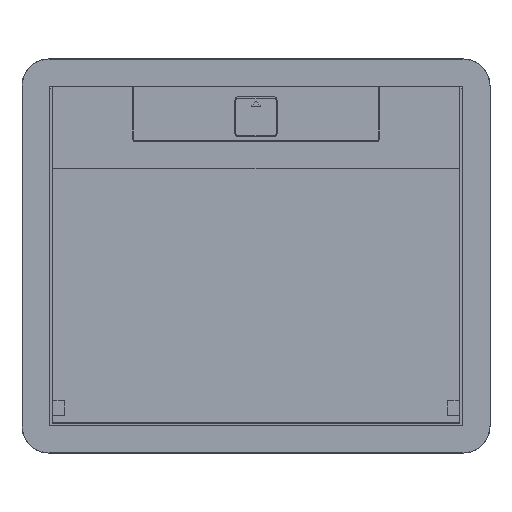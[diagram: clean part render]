
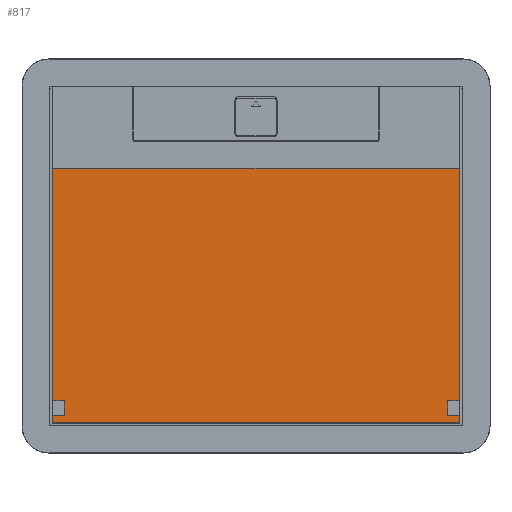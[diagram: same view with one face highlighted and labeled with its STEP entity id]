
A CAD part, top view. The second image highlights one B-rep face of the part: STEP entity #817.
In plain terms, the highlighted planar face has unit normal (0, 0, 1).
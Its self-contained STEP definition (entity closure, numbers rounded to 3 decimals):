
#533=CARTESIAN_POINT('Vertex',(-123.725,113.25,4.4)) ;
#538=CARTESIAN_POINT('Line Origine',(0.,113.25,4.4)) ;
#542=CARTESIAN_POINT('Vertex',(123.725,113.25,4.4)) ;
#723=CARTESIAN_POINT('Axis2P3D Location',(0.,0.,4.4)) ;
#728=CARTESIAN_POINT('Line Origine',(-123.725,42.5,4.4)) ;
#732=CARTESIAN_POINT('Vertex',(-123.725,-28.25,4.4)) ;
#735=CARTESIAN_POINT('Line Origine',(-120.238,-28.25,4.4)) ;
#739=CARTESIAN_POINT('Vertex',(-116.75,-28.25,4.4)) ;
#742=CARTESIAN_POINT('Line Origine',(-116.75,-32.75,4.4)) ;
#746=CARTESIAN_POINT('Vertex',(-116.75,-37.25,4.4)) ;
#749=CARTESIAN_POINT('Line Origine',(-122.,-37.25,4.4)) ;
#753=CARTESIAN_POINT('Vertex',(-127.25,-37.25,4.4)) ;
#756=CARTESIAN_POINT('Line Origine',(-127.25,-39.25,4.4)) ;
#760=CARTESIAN_POINT('Vertex',(-127.25,-41.25,4.4)) ;
#763=CARTESIAN_POINT('Line Origine',(0.,-41.25,4.4)) ;
#767=CARTESIAN_POINT('Vertex',(127.25,-41.25,4.4)) ;
#770=CARTESIAN_POINT('Line Origine',(127.25,-39.25,4.4)) ;
#774=CARTESIAN_POINT('Vertex',(127.25,-37.25,4.4)) ;
#777=CARTESIAN_POINT('Line Origine',(122.,-37.25,4.4)) ;
#781=CARTESIAN_POINT('Vertex',(116.75,-37.25,4.4)) ;
#784=CARTESIAN_POINT('Line Origine',(116.75,-32.75,4.4)) ;
#788=CARTESIAN_POINT('Vertex',(116.75,-28.25,4.4)) ;
#791=CARTESIAN_POINT('Line Origine',(120.238,-28.25,4.4)) ;
#795=CARTESIAN_POINT('Vertex',(123.725,-28.25,4.4)) ;
#798=CARTESIAN_POINT('Line Origine',(123.725,42.5,4.4)) ;
#540=VECTOR('Line Direction',#539,1.) ;
#730=VECTOR('Line Direction',#729,1.) ;
#737=VECTOR('Line Direction',#736,1.) ;
#744=VECTOR('Line Direction',#743,1.) ;
#751=VECTOR('Line Direction',#750,1.) ;
#758=VECTOR('Line Direction',#757,1.) ;
#765=VECTOR('Line Direction',#764,1.) ;
#772=VECTOR('Line Direction',#771,1.) ;
#779=VECTOR('Line Direction',#778,1.) ;
#786=VECTOR('Line Direction',#785,1.) ;
#793=VECTOR('Line Direction',#792,1.) ;
#800=VECTOR('Line Direction',#799,1.) ;
#539=DIRECTION('Vector Direction',(-1.,0.,0.)) ;
#724=DIRECTION('Axis2P3D Direction',(0.,0.,1.)) ;
#725=DIRECTION('Axis2P3D XDirection',(1.,0.,0.)) ;
#729=DIRECTION('Vector Direction',(0.,-1.,0.)) ;
#736=DIRECTION('Vector Direction',(-1.,0.,0.)) ;
#743=DIRECTION('Vector Direction',(0.,1.,0.)) ;
#750=DIRECTION('Vector Direction',(1.,0.,0.)) ;
#757=DIRECTION('Vector Direction',(0.,-1.,0.)) ;
#764=DIRECTION('Vector Direction',(-1.,0.,0.)) ;
#771=DIRECTION('Vector Direction',(0.,-1.,0.)) ;
#778=DIRECTION('Vector Direction',(-1.,0.,0.)) ;
#785=DIRECTION('Vector Direction',(0.,1.,0.)) ;
#792=DIRECTION('Vector Direction',(1.,0.,0.)) ;
#799=DIRECTION('Vector Direction',(0.,-1.,0.)) ;
#726=AXIS2_PLACEMENT_3D('Plane Axis2P3D',#723,#724,#725) ;
#541=LINE('Line',#538,#540) ;
#731=LINE('Line',#728,#730) ;
#738=LINE('Line',#735,#737) ;
#745=LINE('Line',#742,#744) ;
#752=LINE('Line',#749,#751) ;
#759=LINE('Line',#756,#758) ;
#766=LINE('Line',#763,#765) ;
#773=LINE('Line',#770,#772) ;
#780=LINE('Line',#777,#779) ;
#787=LINE('Line',#784,#786) ;
#794=LINE('Line',#791,#793) ;
#801=LINE('Line',#798,#800) ;
#727=PLANE('',#726) ;
#544=EDGE_CURVE('',#534,#543,#541,.F.) ;
#734=EDGE_CURVE('',#534,#733,#731,.T.) ;
#741=EDGE_CURVE('',#733,#740,#738,.F.) ;
#748=EDGE_CURVE('',#740,#747,#745,.F.) ;
#755=EDGE_CURVE('',#747,#754,#752,.F.) ;
#762=EDGE_CURVE('',#754,#761,#759,.T.) ;
#769=EDGE_CURVE('',#761,#768,#766,.F.) ;
#776=EDGE_CURVE('',#768,#775,#773,.F.) ;
#783=EDGE_CURVE('',#775,#782,#780,.T.) ;
#790=EDGE_CURVE('',#782,#789,#787,.T.) ;
#797=EDGE_CURVE('',#789,#796,#794,.T.) ;
#802=EDGE_CURVE('',#796,#543,#801,.F.) ;
#804=ORIENTED_EDGE('',*,*,#734,.T.) ;
#805=ORIENTED_EDGE('',*,*,#741,.T.) ;
#806=ORIENTED_EDGE('',*,*,#748,.T.) ;
#807=ORIENTED_EDGE('',*,*,#755,.T.) ;
#808=ORIENTED_EDGE('',*,*,#762,.T.) ;
#809=ORIENTED_EDGE('',*,*,#769,.T.) ;
#810=ORIENTED_EDGE('',*,*,#776,.T.) ;
#811=ORIENTED_EDGE('',*,*,#783,.T.) ;
#812=ORIENTED_EDGE('',*,*,#790,.T.) ;
#813=ORIENTED_EDGE('',*,*,#797,.T.) ;
#814=ORIENTED_EDGE('',*,*,#802,.T.) ;
#815=ORIENTED_EDGE('',*,*,#544,.F.) ;
#803=EDGE_LOOP('',(#804,#805,#806,#807,#808,#809,#810,#811,#812,#813,#814,#815)) ;
#534=VERTEX_POINT('',#533) ;
#543=VERTEX_POINT('',#542) ;
#733=VERTEX_POINT('',#732) ;
#740=VERTEX_POINT('',#739) ;
#747=VERTEX_POINT('',#746) ;
#754=VERTEX_POINT('',#753) ;
#761=VERTEX_POINT('',#760) ;
#768=VERTEX_POINT('',#767) ;
#775=VERTEX_POINT('',#774) ;
#782=VERTEX_POINT('',#781) ;
#789=VERTEX_POINT('',#788) ;
#796=VERTEX_POINT('',#795) ;
#817=ADVANCED_FACE('Corps principal',(#816),#727,.T.) ;
#816=FACE_OUTER_BOUND('',#803,.T.) ;
